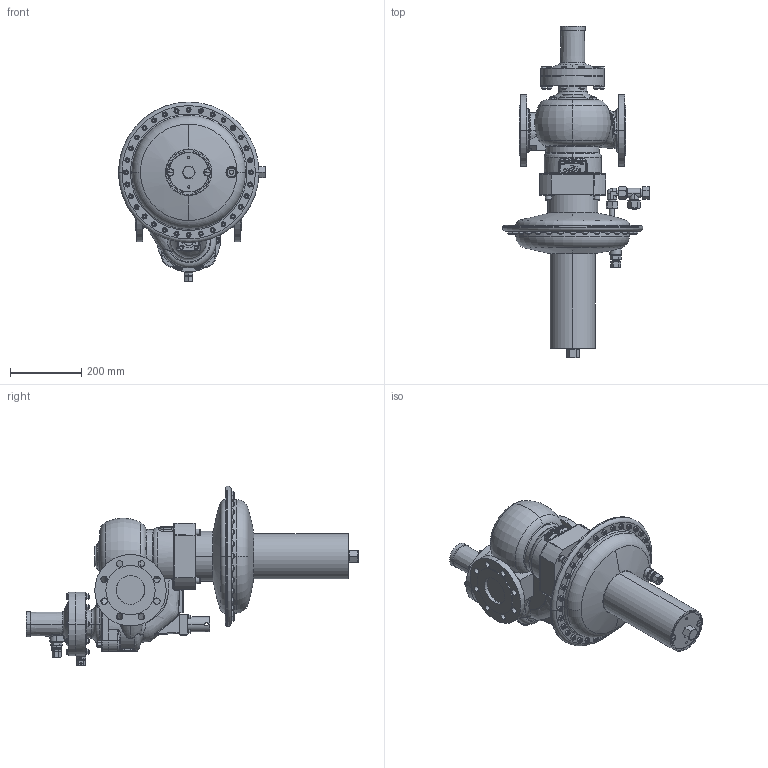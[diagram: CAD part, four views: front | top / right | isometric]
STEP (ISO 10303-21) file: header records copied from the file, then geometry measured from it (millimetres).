
FILE_DESCRIPTION (( 'STEP AP214' ), '1' );
FILE_NAME ('HON380_DN80_DN80_PN16_X_HON674_R_RE2.STEP', '2022-08-22T12:09:22', ( '' ), ( '' ), 'SwSTEP 2.0', 'SolidWorks 2019', '' );
FILE_SCHEMA (( 'AUTOMOTIVE_DESIGN' ));
Length unit declared in the file: millimetre
Products named in the file (1): HON380_DN80_DN80_PN16_X_HON674_R_RE2
Bounding box: 411.6 x 929.06 x 503.5 mm (x, y, z)
Volume: 28100047.3 mm3; surface area: 1237623.5 mm2
Topology: 1 solids, 1 shells, 3479 faces, 8454 edges, 5256 vertices
Faces by surface type: plane 1558, cone 702, cylinder 697, bspline 372, torus 142, sphere 8
Entity records: 256603 total; most frequent: CARTESIAN_POINT 178614, ORIENTED_EDGE 16886, DIRECTION 14799, EDGE_CURVE 8443, AXIS2_PLACEMENT_3D 5718, VERTEX_POINT 5256, EDGE_LOOP 3901, ADVANCED_FACE 3479
